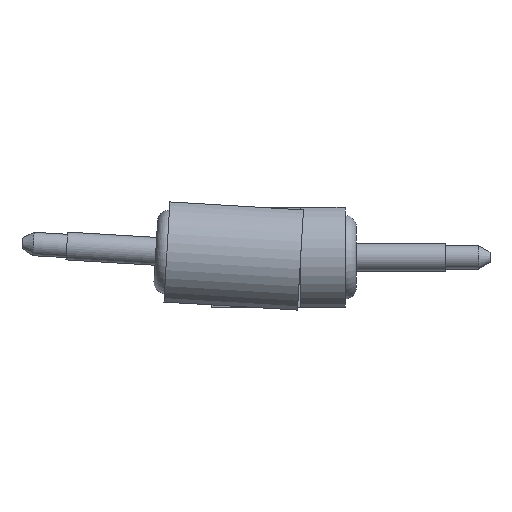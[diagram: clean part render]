
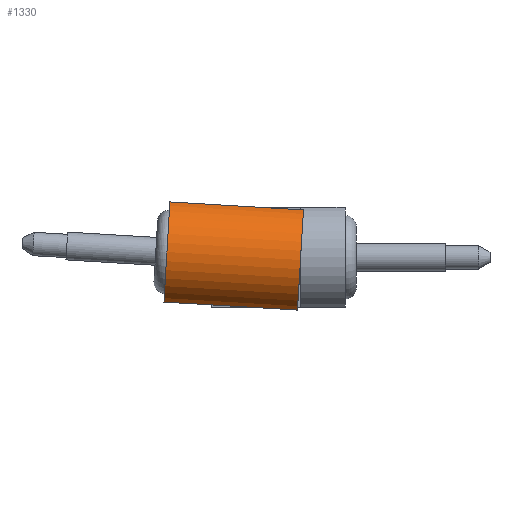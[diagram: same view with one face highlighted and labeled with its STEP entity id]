
A CAD part, front view. The second image highlights one B-rep face of the part: STEP entity #1330.
In plain terms, the highlighted cylindrical face has radius 4.8 mm (diameter 9.6 mm), a partial arc.
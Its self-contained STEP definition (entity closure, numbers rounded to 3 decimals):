
#62 = VERTEX_POINT ( 'NONE', #2011 ) ;
#87 = DIRECTION ( 'NONE',  ( 0.998, 0., -0.06 ) ) ;
#690 = VERTEX_POINT ( 'NONE', #1157 ) ;
#751 = VERTEX_POINT ( 'NONE', #3586 ) ;
#893 = CARTESIAN_POINT ( 'NONE',  ( 9.243, -31.342, 4.252 ) ) ;
#1004 = ORIENTED_EDGE ( 'NONE', *, *, #4436, .T. ) ;
#1043 = EDGE_CURVE ( 'NONE', #62, #751, #4108, .T. ) ;
#1125 = CARTESIAN_POINT ( 'NONE',  ( 8.973, -29.671, -0.24 ) ) ;
#1157 = CARTESIAN_POINT ( 'NONE',  ( 8.703, -31.342, -4.732 ) ) ;
#1219 = AXIS2_PLACEMENT_3D ( 'NONE', #1125, #3916, #1595 ) ;
#1272 = CARTESIAN_POINT ( 'NONE',  ( -3.006, -29.671, 0.48 ) ) ;
#1293 = CARTESIAN_POINT ( 'NONE',  ( -3.006, -29.671, 0.48 ) ) ;
#1330 = ADVANCED_FACE ( 'NONE', ( #1471 ), #1682, .T. ) ;
#1471 = FACE_OUTER_BOUND ( 'NONE', #1825, .T. ) ;
#1595 = DIRECTION ( 'NONE',  ( -0.06, 0., -0.998 ) ) ;
#1682 = CYLINDRICAL_SURFACE ( 'NONE', #2608, 4.8 ) ;
#1729 = DIRECTION ( 'NONE',  ( -0.06, 0., -0.998 ) ) ;
#1753 = DIRECTION ( 'NONE',  ( 0.998, 0., -0.06 ) ) ;
#1772 = LINE ( 'NONE', #4533, #3590 ) ;
#1825 = EDGE_LOOP ( 'NONE', ( #2032, #3025, #1004, #2151 ) ) ;
#1855 = VECTOR ( 'NONE', #2754, 1000. ) ;
#1884 = EDGE_CURVE ( 'NONE', #62, #690, #1772, .T. ) ;
#1983 = CIRCLE ( 'NONE', #1219, 4.8 ) ;
#2011 = CARTESIAN_POINT ( 'NONE',  ( -3.276, -31.342, -4.012 ) ) ;
#2014 = CARTESIAN_POINT ( 'NONE',  ( -2.736, -31.342, 4.972 ) ) ;
#2032 = ORIENTED_EDGE ( 'NONE', *, *, #1043, .F. ) ;
#2151 = ORIENTED_EDGE ( 'NONE', *, *, #4481, .T. ) ;
#2608 = AXIS2_PLACEMENT_3D ( 'NONE', #1293, #87, #4051 ) ;
#2754 = DIRECTION ( 'NONE',  ( -0.998, 0., 0.06 ) ) ;
#2865 = LINE ( 'NONE', #2014, #1855 ) ;
#2891 = VERTEX_POINT ( 'NONE', #893 ) ;
#3025 = ORIENTED_EDGE ( 'NONE', *, *, #1884, .T. ) ;
#3586 = CARTESIAN_POINT ( 'NONE',  ( -2.736, -31.342, 4.972 ) ) ;
#3590 = VECTOR ( 'NONE', #1753, 1000. ) ;
#3600 = AXIS2_PLACEMENT_3D ( 'NONE', #1272, #4025, #1729 ) ;
#3916 = DIRECTION ( 'NONE',  ( -0.998, 0., 0.06 ) ) ;
#4025 = DIRECTION ( 'NONE',  ( -0.998, 0., 0.06 ) ) ;
#4051 = DIRECTION ( 'NONE',  ( 0.06, 0., 0.998 ) ) ;
#4108 = CIRCLE ( 'NONE', #3600, 4.8 ) ;
#4436 = EDGE_CURVE ( 'NONE', #690, #2891, #1983, .T. ) ;
#4481 = EDGE_CURVE ( 'NONE', #2891, #751, #2865, .T. ) ;
#4533 = CARTESIAN_POINT ( 'NONE',  ( -3.276, -31.342, -4.012 ) ) ;
